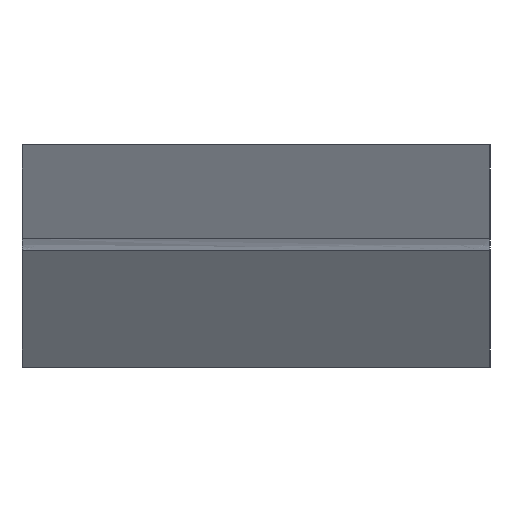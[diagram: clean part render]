
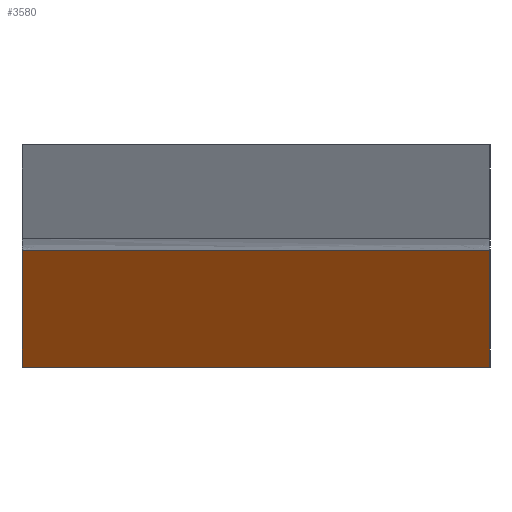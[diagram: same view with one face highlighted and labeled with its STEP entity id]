
A CAD part, left-side view. The second image highlights one B-rep face of the part: STEP entity #3580.
In plain terms, the highlighted planar face has unit normal (-0.707, 0.707, 0).
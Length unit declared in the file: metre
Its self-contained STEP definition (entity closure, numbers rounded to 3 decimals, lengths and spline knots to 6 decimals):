
#560=ORIENTED_EDGE('',*,*,#1296,.F.);
#561=ORIENTED_EDGE('',*,*,#1664,.T.);
#562=ORIENTED_EDGE('',*,*,#1480,.F.);
#563=ORIENTED_EDGE('',*,*,#1665,.F.);
#1296=EDGE_CURVE('',#1848,#1849,#2216,.T.);
#1480=EDGE_CURVE('',#2032,#2033,#2340,.T.);
#1664=EDGE_CURVE('',#1848,#2033,#2464,.T.);
#1665=EDGE_CURVE('',#1849,#2032,#2465,.T.);
#1848=VERTEX_POINT('',#4952);
#1849=VERTEX_POINT('',#4953);
#2032=VERTEX_POINT('',#5321);
#2033=VERTEX_POINT('',#5322);
#2216=LINE('',#4951,#2648);
#2340=LINE('',#5320,#2772);
#2464=LINE('',#5689,#2896);
#2465=LINE('',#5690,#2897);
#2648=VECTOR('',#4027,1.);
#2772=VECTOR('',#4273,1.);
#2896=VECTOR('',#4519,1.);
#2897=VECTOR('',#4520,1.);
#3082=EDGE_LOOP('',(#560,#561,#562,#563));
#3268=FACE_BOUND('',#3082,.T.);
#3454=PLANE('',#3899);
#3580=ADVANCED_FACE('',(#3268),#3454,.T.);
#3899=AXIS2_PLACEMENT_3D('',#5688,#4517,#4518);
#4027=DIRECTION('',(0.,0.,1.));
#4273=DIRECTION('',(0.,0.,-1.));
#4517=DIRECTION('',(-0.707,0.707,0.));
#4518=DIRECTION('',(0.,0.,-1.));
#4519=DIRECTION('',(-0.707,-0.707,0.));
#4520=DIRECTION('',(-0.707,-0.707,0.));
#4951=CARTESIAN_POINT('',(0.,0.,-0.005));
#4952=CARTESIAN_POINT('',(0.,0.,-0.005));
#4953=CARTESIAN_POINT('',(0.,0.,0.));
#5320=CARTESIAN_POINT('',(-0.02,-0.02,-0.005));
#5321=CARTESIAN_POINT('',(-0.02,-0.02,0.));
#5322=CARTESIAN_POINT('',(-0.02,-0.02,-0.005));
#5688=CARTESIAN_POINT('',(0.,0.,0.));
#5689=CARTESIAN_POINT('',(0.,0.,-0.005));
#5690=CARTESIAN_POINT('',(0.,0.,0.));
